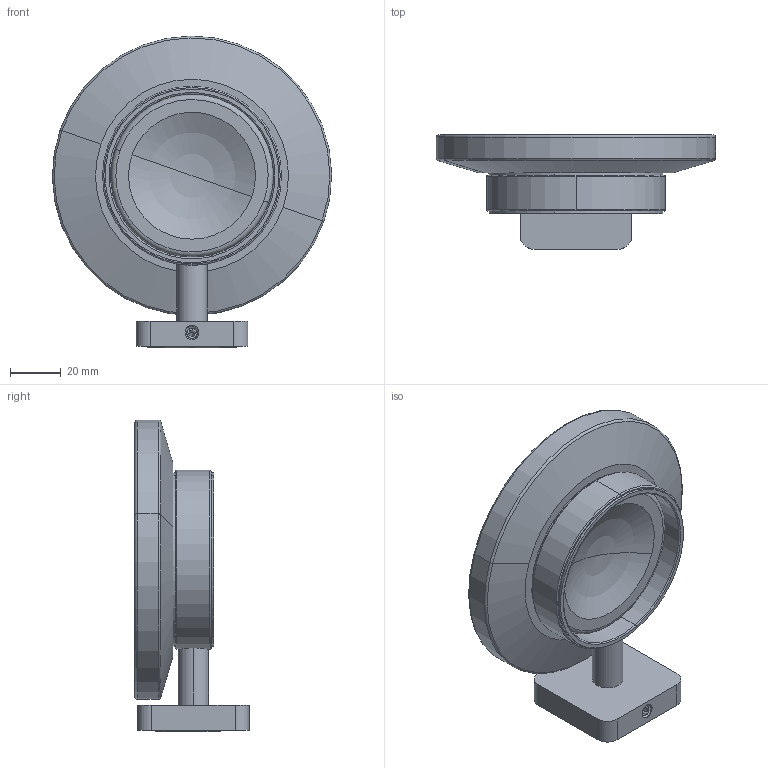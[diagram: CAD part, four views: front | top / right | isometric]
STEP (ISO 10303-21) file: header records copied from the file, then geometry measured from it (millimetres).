
FILE_DESCRIPTION (( 'STEP AP203' ), '1' );
FILE_NAME ('24815A-00-00.STEP', '2023-05-26T12:03:13', ( 'Windows User' ), ( 'P R C' ), 'SwSTEP 2.0', 'SolidWorks 2015', '' );
FILE_SCHEMA (( 'CONFIG_CONTROL_DESIGN' ));
Length unit declared in the file: millimetre
Products named in the file (1): 24815A-00-00
Bounding box: 109.99 x 45 x 122.8 mm (x, y, z)
Surface area: 41025.1 mm2 (no closed solid volume)
Topology: 0 solids, 13 shells, 265 faces, 680 edges, 430 vertices
Faces by surface type: plane 66, bspline 64, torus 51, cylinder 45, cone 37, sphere 2
Entity records: 11422 total; most frequent: CARTESIAN_POINT 5304, ORIENTED_EDGE 1253, DIRECTION 1232, EDGE_CURVE 676, AXIS2_PLACEMENT_3D 498, VERTEX_POINT 430, CIRCLE 296, EDGE_LOOP 283
